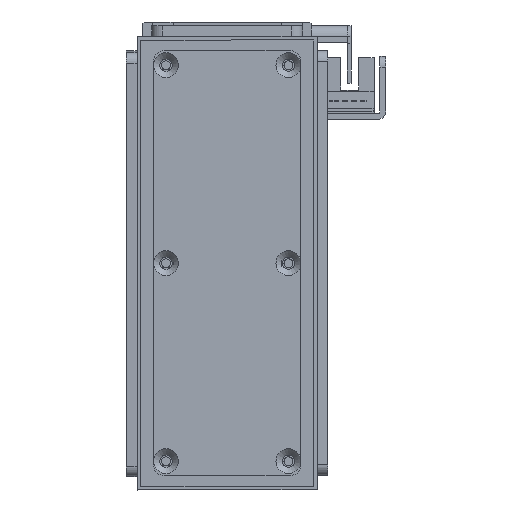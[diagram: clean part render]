
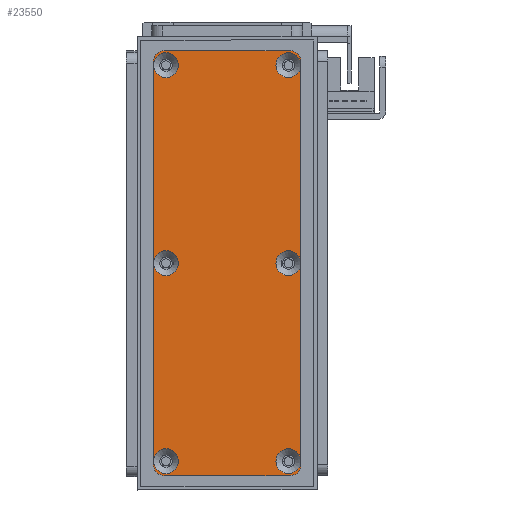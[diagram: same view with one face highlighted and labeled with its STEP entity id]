
A CAD part, front view. The second image highlights one B-rep face of the part: STEP entity #23550.
In plain terms, the highlighted face is planar.
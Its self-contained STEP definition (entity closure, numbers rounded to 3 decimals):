
#960=FACE_BOUND('',#4349,.T.);
#961=FACE_BOUND('',#4350,.T.);
#962=FACE_BOUND('',#4351,.T.);
#963=FACE_BOUND('',#4352,.T.);
#964=FACE_BOUND('',#4353,.T.);
#965=FACE_BOUND('',#4354,.T.);
#1552=PLANE('',#26241);
#2694=FACE_OUTER_BOUND('',#4348,.T.);
#4348=EDGE_LOOP('',(#20904,#20905,#20906,#20907,#20908,#20909,#20910,#20911));
#4349=EDGE_LOOP('',(#20912));
#4350=EDGE_LOOP('',(#20913));
#4351=EDGE_LOOP('',(#20914));
#4352=EDGE_LOOP('',(#20915));
#4353=EDGE_LOOP('',(#20916));
#4354=EDGE_LOOP('',(#20917));
#6367=LINE('',#40375,#8536);
#6371=LINE('',#40387,#8540);
#6375=LINE('',#40399,#8544);
#6379=LINE('',#40409,#8548);
#8536=VECTOR('',#32300,10.);
#8540=VECTOR('',#32312,10.);
#8544=VECTOR('',#32324,10.);
#8548=VECTOR('',#32336,10.);
#9717=CIRCLE('',#26195,3.45);
#9720=CIRCLE('',#26200,3.45);
#9723=CIRCLE('',#26205,3.45);
#9726=CIRCLE('',#26210,3.45);
#9729=CIRCLE('',#26215,3.45);
#9732=CIRCLE('',#26220,3.45);
#9736=CIRCLE('',#26226,3.);
#9738=CIRCLE('',#26230,3.);
#9740=CIRCLE('',#26234,3.);
#9742=CIRCLE('',#26238,3.);
#11726=VERTEX_POINT('',#40303);
#11729=VERTEX_POINT('',#40313);
#11732=VERTEX_POINT('',#40323);
#11735=VERTEX_POINT('',#40333);
#11738=VERTEX_POINT('',#40343);
#11741=VERTEX_POINT('',#40353);
#11746=VERTEX_POINT('',#40366);
#11747=VERTEX_POINT('',#40368);
#11749=VERTEX_POINT('',#40374);
#11751=VERTEX_POINT('',#40380);
#11753=VERTEX_POINT('',#40386);
#11755=VERTEX_POINT('',#40392);
#11757=VERTEX_POINT('',#40398);
#11759=VERTEX_POINT('',#40404);
#14817=EDGE_CURVE('',#11726,#11726,#9717,.T.);
#14822=EDGE_CURVE('',#11729,#11729,#9720,.T.);
#14827=EDGE_CURVE('',#11732,#11732,#9723,.T.);
#14832=EDGE_CURVE('',#11735,#11735,#9726,.T.);
#14837=EDGE_CURVE('',#11738,#11738,#9729,.T.);
#14842=EDGE_CURVE('',#11741,#11741,#9732,.T.);
#14849=EDGE_CURVE('',#11747,#11746,#9736,.T.);
#14852=EDGE_CURVE('',#11749,#11747,#6367,.T.);
#14855=EDGE_CURVE('',#11751,#11749,#9738,.T.);
#14858=EDGE_CURVE('',#11753,#11751,#6371,.T.);
#14861=EDGE_CURVE('',#11755,#11753,#9740,.T.);
#14864=EDGE_CURVE('',#11757,#11755,#6375,.T.);
#14867=EDGE_CURVE('',#11759,#11757,#9742,.T.);
#14870=EDGE_CURVE('',#11746,#11759,#6379,.T.);
#20904=ORIENTED_EDGE('',*,*,#14870,.T.);
#20905=ORIENTED_EDGE('',*,*,#14867,.T.);
#20906=ORIENTED_EDGE('',*,*,#14864,.T.);
#20907=ORIENTED_EDGE('',*,*,#14861,.T.);
#20908=ORIENTED_EDGE('',*,*,#14858,.T.);
#20909=ORIENTED_EDGE('',*,*,#14855,.T.);
#20910=ORIENTED_EDGE('',*,*,#14852,.T.);
#20911=ORIENTED_EDGE('',*,*,#14849,.T.);
#20912=ORIENTED_EDGE('',*,*,#14817,.T.);
#20913=ORIENTED_EDGE('',*,*,#14822,.T.);
#20914=ORIENTED_EDGE('',*,*,#14827,.T.);
#20915=ORIENTED_EDGE('',*,*,#14832,.T.);
#20916=ORIENTED_EDGE('',*,*,#14837,.T.);
#20917=ORIENTED_EDGE('',*,*,#14842,.T.);
#23550=ADVANCED_FACE('',(#2694,#960,#961,#962,#963,#964,#965),#1552,.T.);
#26195=AXIS2_PLACEMENT_3D('',#40304,#32219,#32220);
#26200=AXIS2_PLACEMENT_3D('',#40314,#32231,#32232);
#26205=AXIS2_PLACEMENT_3D('',#40324,#32243,#32244);
#26210=AXIS2_PLACEMENT_3D('',#40334,#32255,#32256);
#26215=AXIS2_PLACEMENT_3D('',#40344,#32267,#32268);
#26220=AXIS2_PLACEMENT_3D('',#40354,#32279,#32280);
#26226=AXIS2_PLACEMENT_3D('',#40369,#32294,#32295);
#26230=AXIS2_PLACEMENT_3D('',#40381,#32306,#32307);
#26234=AXIS2_PLACEMENT_3D('',#40393,#32318,#32319);
#26238=AXIS2_PLACEMENT_3D('',#40405,#32330,#32331);
#26241=AXIS2_PLACEMENT_3D('',#40411,#32339,#32340);
#32219=DIRECTION('center_axis',(0.,0.,-1.));
#32220=DIRECTION('ref_axis',(1.,0.,0.));
#32231=DIRECTION('center_axis',(0.,0.,-1.));
#32232=DIRECTION('ref_axis',(1.,0.,0.));
#32243=DIRECTION('center_axis',(0.,0.,-1.));
#32244=DIRECTION('ref_axis',(1.,0.,0.));
#32255=DIRECTION('center_axis',(0.,0.,-1.));
#32256=DIRECTION('ref_axis',(1.,0.,0.));
#32267=DIRECTION('center_axis',(0.,0.,-1.));
#32268=DIRECTION('ref_axis',(1.,0.,0.));
#32279=DIRECTION('center_axis',(0.,0.,-1.));
#32280=DIRECTION('ref_axis',(1.,0.,0.));
#32294=DIRECTION('center_axis',(0.,0.,1.));
#32295=DIRECTION('ref_axis',(-1.,0.,0.));
#32300=DIRECTION('',(0.,1.,0.));
#32306=DIRECTION('center_axis',(0.,0.,1.));
#32307=DIRECTION('ref_axis',(0.,1.,0.));
#32312=DIRECTION('',(1.,0.,0.));
#32318=DIRECTION('center_axis',(0.,0.,1.));
#32319=DIRECTION('ref_axis',(1.,0.,0.));
#32324=DIRECTION('',(0.,-1.,0.));
#32330=DIRECTION('center_axis',(0.,0.,1.));
#32331=DIRECTION('ref_axis',(0.,-1.,0.));
#32336=DIRECTION('',(-1.,0.,0.));
#32339=DIRECTION('center_axis',(0.,0.,1.));
#32340=DIRECTION('ref_axis',(1.,0.,0.));
#40303=CARTESIAN_POINT('',(110.55,3.5,3.));
#40304=CARTESIAN_POINT('Origin',(114.,3.5,3.));
#40313=CARTESIAN_POINT('',(55.55,37.5,3.));
#40314=CARTESIAN_POINT('Origin',(59.,37.5,3.));
#40323=CARTESIAN_POINT('',(55.55,3.5,3.));
#40324=CARTESIAN_POINT('Origin',(59.,3.5,3.));
#40333=CARTESIAN_POINT('',(0.55,37.5,3.));
#40334=CARTESIAN_POINT('Origin',(4.,37.5,3.));
#40343=CARTESIAN_POINT('',(110.55,37.5,3.));
#40344=CARTESIAN_POINT('Origin',(114.,37.5,3.));
#40353=CARTESIAN_POINT('',(0.55,3.5,3.));
#40354=CARTESIAN_POINT('Origin',(4.,3.5,3.));
#40366=CARTESIAN_POINT('',(115.,41.,3.));
#40368=CARTESIAN_POINT('',(118.,38.,3.));
#40369=CARTESIAN_POINT('Origin',(115.,38.,3.));
#40374=CARTESIAN_POINT('',(118.,3.,3.));
#40375=CARTESIAN_POINT('',(118.,38.,3.));
#40380=CARTESIAN_POINT('',(115.,0.,3.));
#40381=CARTESIAN_POINT('Origin',(115.,3.,3.));
#40386=CARTESIAN_POINT('',(3.,0.,3.));
#40387=CARTESIAN_POINT('',(115.,0.,3.));
#40392=CARTESIAN_POINT('',(0.,3.,3.));
#40393=CARTESIAN_POINT('Origin',(3.,3.,3.));
#40398=CARTESIAN_POINT('',(0.,38.,3.));
#40399=CARTESIAN_POINT('',(0.,3.,3.));
#40404=CARTESIAN_POINT('',(3.,41.,3.));
#40405=CARTESIAN_POINT('Origin',(3.,38.,3.));
#40409=CARTESIAN_POINT('',(3.,41.,3.));
#40411=CARTESIAN_POINT('Origin',(59.,20.5,3.));
